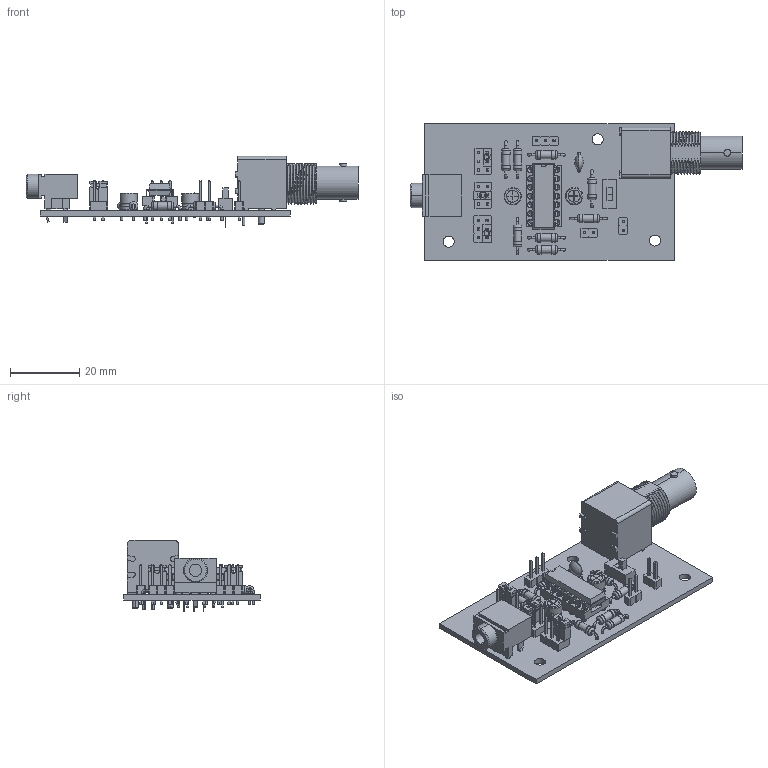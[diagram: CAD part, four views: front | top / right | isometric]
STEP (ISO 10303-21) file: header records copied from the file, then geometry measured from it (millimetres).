
FILE_DESCRIPTION(('KiCad electronic assembly'),'2;1');
FILE_NAME('2024_ECG_FinalProject.step','2024-06-03T18:03:23',('Pcbnew'), ('Kicad'),'Open CASCADE STEP processor 7.7','KiCad to STEP converter', 'Unknown');
FILE_SCHEMA(('AUTOMOTIVE_DESIGN { 1 0 10303 214 1 1 1 1 }'));
Length unit declared in the file: millimetre
Products named in the file (26): 2024_ECG_FinalProject 1; PinHeader_1x02_P2.54mm_Vertical; PinHeader_1x02_P254mm_Vertical; BNC_RightAngle_50ohm; 1-1337543-0; PinHeader_2x03_P2.54mm_Vertical; PinHeader_2x03_P254mm_Vertical; Jumper-blue; Jumper; DIP-14_W7.62mm_Socket; DIP_14_W762mm_Socket; DIP-14_W7.62mm; R_Axial_DIN0207_L6.3mm_D2.5mm_P10.16mm_Horizontal; R_Axial_DIN0207_L63mm_D25mm_P1016mm_Horizontal; switch small; PinHeader_1x03_P2.54mm_Vertical; PinHeader_1x03_P254mm_Vertical; CP_Radial_D5.0mm_P2.50mm; CP_Radial_D50mm_P250mm; AudioJack_CUI_3mm5; CUI_DEVICES_SJ1-3553NG; C_Disc_D5.0mm_W2.5mm_P5.00mm; C_Disc_D50mm_W25mm_P500mm; 2024_ECG_FinalProject_PCB
Assembly tree (38 placements, depth 3):
  2024_ECG_FinalProject 1
    PinHeader_1x02_P2.54mm_Vertical  x2
      PinHeader_1x02_P254mm_Vertical
    BNC_RightAngle_50ohm
      1-1337543-0
    PinHeader_2x03_P2.54mm_Vertical  x3
      PinHeader_2x03_P254mm_Vertical
    Jumper-blue  x3
      Jumper
    DIP-14_W7.62mm_Socket
      DIP_14_W762mm_Socket
    DIP-14_W7.62mm
      DIP-14_W7.62mm
    R_Axial_DIN0207_L6.3mm_D2.5mm_P10.16mm_Horizontal  x8
      R_Axial_DIN0207_L63mm_D25mm_P1016mm_Horizontal
    switch small
      switch small
    PinHeader_1x03_P2.54mm_Vertical
      PinHeader_1x03_P254mm_Vertical
    CP_Radial_D5.0mm_P2.50mm  x2
      CP_Radial_D50mm_P250mm
    AudioJack_CUI_3mm5
      CUI_DEVICES_SJ1-3553NG
    C_Disc_D5.0mm_W2.5mm_P5.00mm
      C_Disc_D50mm_W25mm_P500mm
    2024_ECG_FinalProject_PCB
Bounding box: 96.16 x 39.6 x 20.65 mm (x, y, z)
Volume: 12235.8 mm3; surface area: 14094.2 mm2
Topology: 29 solids, 31 shells, 2111 faces, 4945 edges, 3066 vertices
Faces by surface type: plane 1523, cylinder 420, bspline 64, cone 54, torus 36, revolution 12, sphere 2
Full cylindrical faces by diameter (mm): 0.5 x8, 0.508 x28, 0.6 x32, 0.8 x36, 0.89 x2, 1 x28, 1.524 x14, 1.6 x3, 1.724 x14, 2.01 x2, 2.25 x8, 2.5 x16, 3.2 x3
Entity records: 48580 total; most frequent: CARTESIAN_POINT 10967, ORIENTED_EDGE 6176, DIRECTION 6118, EDGE_CURVE 3088, LINE 2279, VECTOR 2279, VERTEX_POINT 1949, AXIS2_PLACEMENT_3D 1916
